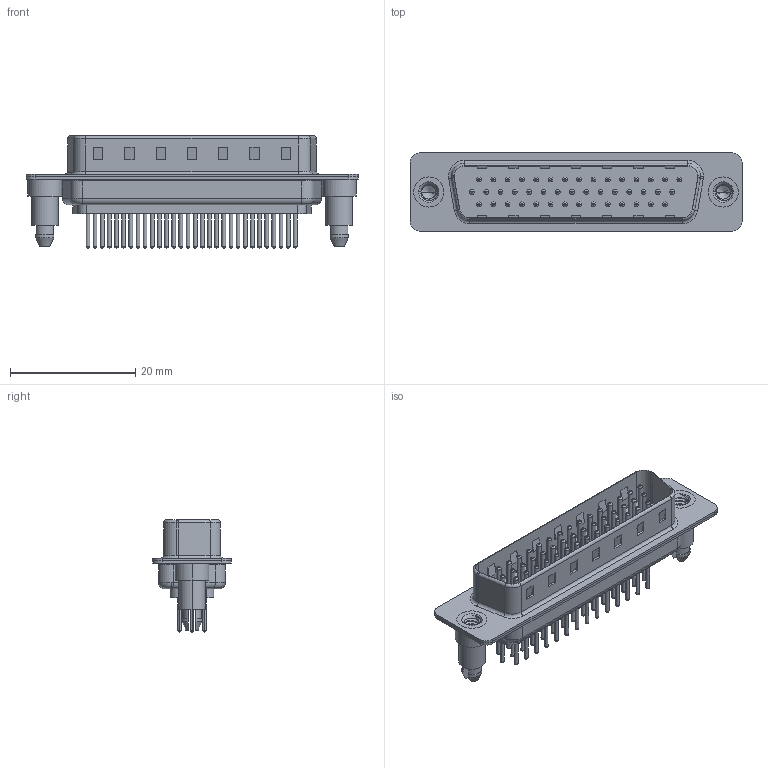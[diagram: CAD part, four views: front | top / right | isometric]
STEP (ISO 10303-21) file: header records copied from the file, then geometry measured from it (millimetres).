
FILE_DESCRIPTION (( 'STEP AP203' ), '1' );
FILE_NAME ('637-M44-330-BT5.STEP', '2018-11-20T01:09:56', ( '' ), ( '' ), 'SwSTEP 2.0', 'SolidWorks 2016', '' );
FILE_SCHEMA (( 'CONFIG_CONTROL_DESIGN' ));
Length unit declared in the file: millimetre
Products named in the file (8): 637-M44-330-BT5; 637M Housing_44 Contacts; 637M Shell Front_44 Contacts; 637M Shell Rear_44 Contacts; 637M Contact Row 1_30; 637M Contact Row 2_30; 637M Contact Row 3_30; 637M 4-40 Threaded Boardlock
Assembly tree (49 placements, depth 2):
  637-M44-330-BT5
    637M Housing_44 Contacts
    637M Shell Front_44 Contacts
    637M Shell Rear_44 Contacts
    637M Contact Row 1_30  x15
    637M Contact Row 2_30  x15
    637M Contact Row 3_30  x14
    637M 4-40 Threaded Boardlock  x2
Bounding box: 53.05 x 12.5 x 17.9 mm (x, y, z)
Volume: 2961.9 mm3; surface area: 8799.8 mm2
Topology: 49 solids, 49 shells, 2054 faces, 4345 edges, 2624 vertices
Faces by surface type: cylinder 785, torus 754, plane 495, cone 14, bspline 6
Entity records: 27455 total; most frequent: CARTESIAN_POINT 5749, DIRECTION 4511, ORIENTED_EDGE 3800, EDGE_CURVE 1900, AXIS2_PLACEMENT_3D 1827, VERTEX_POINT 1217, EDGE_LOOP 1045, CIRCLE 971
